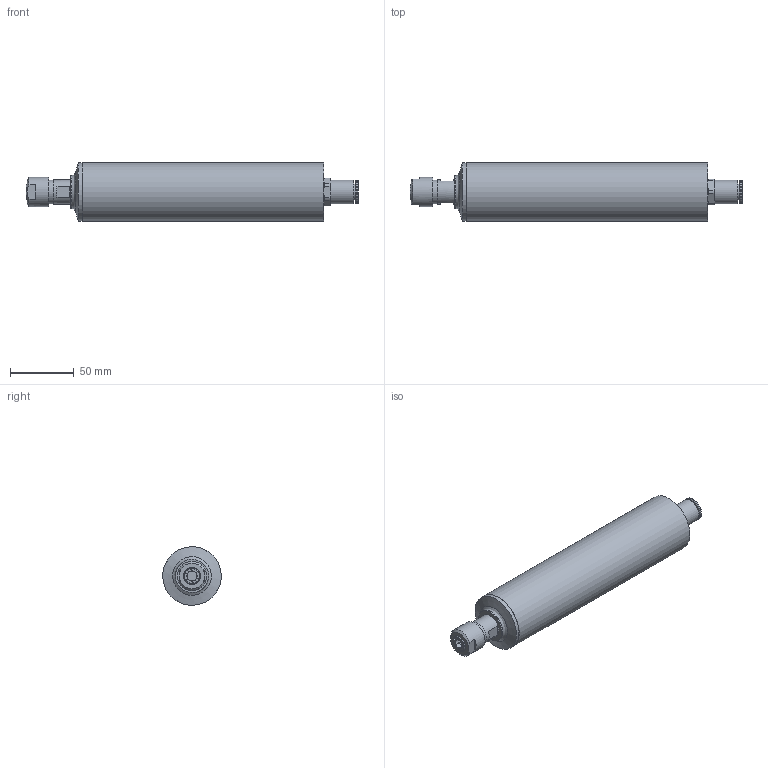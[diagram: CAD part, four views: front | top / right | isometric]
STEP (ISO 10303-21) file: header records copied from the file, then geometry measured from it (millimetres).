
FILE_DESCRIPTION((''),'2;1');
FILE_NAME('ES 170 ER_29924447.stp','2008-06-25T14:36:38',('basyouni'),(''),'Autodesk Inventor 2008','Autodesk Inventor 2008','');
FILE_SCHEMA(('AUTOMOTIVE_DESIGN { 1 0 10303 214 1 1 1 1 }'));
Length unit declared in the file: millimetre
Products named in the file (1): ES 170 ER_29924447
Bounding box: 261.27 x 46 x 46 mm (x, y, z)
Volume: 339023.1 mm3; surface area: 40627.7 mm2
Topology: 1 solids, 2 shells, 200 faces, 545 edges, 353 vertices
Faces by surface type: plane 100, cone 49, cylinder 47, bspline 2, torus 2
Full cylindrical faces by diameter (mm): 8 x1, 10.5 x1, 12 x1, 13.2 x1, 14.8 x1, 14.95 x1, 15 x1, 18.5 x2, 18.8 x1, 19 x2, 23 x1, 26 x1, 43.711 x1, 46 x2
Entity records: 6339 total; most frequent: CARTESIAN_POINT 1398, ORIENTED_EDGE 1012, DIRECTION 972, EDGE_CURVE 506, AXIS2_PLACEMENT_3D 399, VERTEX_POINT 340, EDGE_LOOP 244, CIRCLE 200
